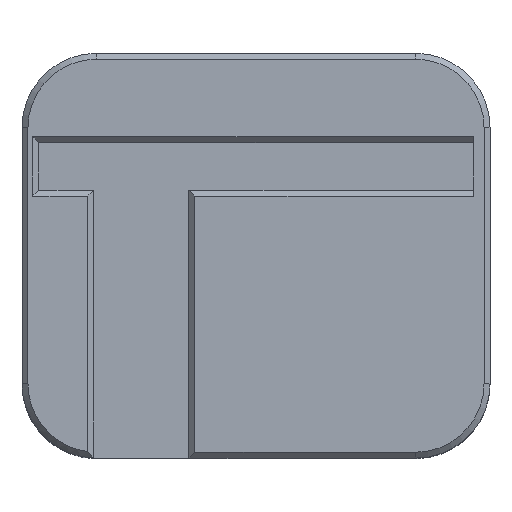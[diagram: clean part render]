
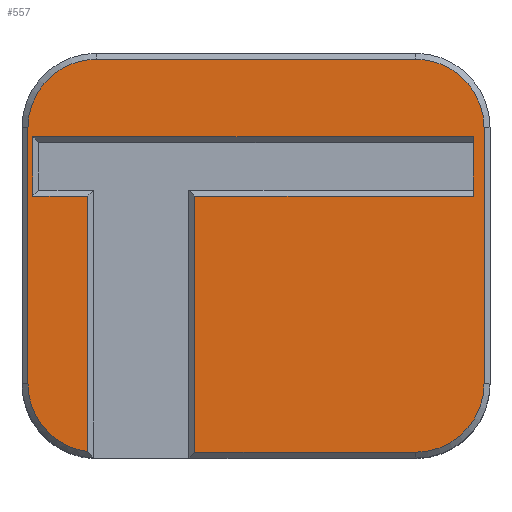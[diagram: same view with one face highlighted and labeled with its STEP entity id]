
A CAD part, top view. The second image highlights one B-rep face of the part: STEP entity #557.
In plain terms, the highlighted planar face has unit normal (0, 0, 1).
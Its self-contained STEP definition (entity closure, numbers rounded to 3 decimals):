
#19=CIRCLE('',#580,11.5);
#22=CIRCLE('',#585,11.5);
#24=CIRCLE('',#589,11.5);
#26=CIRCLE('',#593,11.5);
#65=FACE_OUTER_BOUND('',#97,.T.);
#97=EDGE_LOOP('',(#467,#468,#469,#470,#471,#472,#473,#474,#475,#476,#477,
#478,#479,#480,#481));
#103=LINE('',#783,#166);
#105=LINE('',#787,#168);
#108=LINE('',#793,#171);
#111=LINE('',#799,#174);
#114=LINE('',#814,#177);
#118=LINE('',#826,#181);
#122=LINE('',#838,#185);
#127=LINE('',#852,#190);
#130=LINE('',#858,#193);
#132=LINE('',#862,#195);
#162=LINE('',#930,#225);
#166=VECTOR('',#626,10.);
#168=VECTOR('',#630,10.);
#171=VECTOR('',#635,10.);
#174=VECTOR('',#640,10.);
#177=VECTOR('',#651,10.);
#181=VECTOR('',#663,10.);
#185=VECTOR('',#675,10.);
#190=VECTOR('',#688,10.);
#193=VECTOR('',#693,10.);
#195=VECTOR('',#697,10.);
#225=VECTOR('',#767,10.);
#229=VERTEX_POINT('',#780);
#230=VERTEX_POINT('',#782);
#231=VERTEX_POINT('',#786);
#233=VERTEX_POINT('',#792);
#235=VERTEX_POINT('',#798);
#237=VERTEX_POINT('',#807);
#239=VERTEX_POINT('',#813);
#241=VERTEX_POINT('',#819);
#243=VERTEX_POINT('',#825);
#245=VERTEX_POINT('',#831);
#247=VERTEX_POINT('',#837);
#249=VERTEX_POINT('',#843);
#252=VERTEX_POINT('',#851);
#254=VERTEX_POINT('',#857);
#255=VERTEX_POINT('',#861);
#276=EDGE_CURVE('',#229,#230,#103,.T.);
#278=EDGE_CURVE('',#230,#231,#105,.T.);
#281=EDGE_CURVE('',#231,#233,#108,.T.);
#284=EDGE_CURVE('',#233,#235,#111,.T.);
#287=EDGE_CURVE('',#235,#237,#19,.T.);
#290=EDGE_CURVE('',#237,#239,#114,.T.);
#295=EDGE_CURVE('',#239,#241,#22,.T.);
#296=EDGE_CURVE('',#241,#243,#118,.T.);
#301=EDGE_CURVE('',#243,#245,#24,.T.);
#302=EDGE_CURVE('',#245,#247,#122,.T.);
#307=EDGE_CURVE('',#247,#249,#26,.T.);
#309=EDGE_CURVE('',#249,#252,#127,.T.);
#312=EDGE_CURVE('',#252,#254,#130,.T.);
#314=EDGE_CURVE('',#254,#255,#132,.T.);
#349=EDGE_CURVE('',#229,#255,#162,.T.);
#467=ORIENTED_EDGE('',*,*,#349,.T.);
#468=ORIENTED_EDGE('',*,*,#314,.F.);
#469=ORIENTED_EDGE('',*,*,#312,.F.);
#470=ORIENTED_EDGE('',*,*,#309,.F.);
#471=ORIENTED_EDGE('',*,*,#307,.F.);
#472=ORIENTED_EDGE('',*,*,#302,.F.);
#473=ORIENTED_EDGE('',*,*,#301,.F.);
#474=ORIENTED_EDGE('',*,*,#296,.F.);
#475=ORIENTED_EDGE('',*,*,#295,.F.);
#476=ORIENTED_EDGE('',*,*,#290,.F.);
#477=ORIENTED_EDGE('',*,*,#287,.F.);
#478=ORIENTED_EDGE('',*,*,#284,.F.);
#479=ORIENTED_EDGE('',*,*,#281,.F.);
#480=ORIENTED_EDGE('',*,*,#278,.F.);
#481=ORIENTED_EDGE('',*,*,#276,.F.);
#525=PLANE('',#616);
#557=ADVANCED_FACE('',(#65),#525,.T.);
#580=AXIS2_PLACEMENT_3D('',#808,#644,#645);
#585=AXIS2_PLACEMENT_3D('',#823,#659,#660);
#589=AXIS2_PLACEMENT_3D('',#835,#671,#672);
#593=AXIS2_PLACEMENT_3D('',#847,#683,#684);
#616=AXIS2_PLACEMENT_3D('',#929,#765,#766);
#626=DIRECTION('',(-1.,0.,0.));
#630=DIRECTION('',(0.,-1.,0.));
#635=DIRECTION('',(1.,0.,0.));
#640=DIRECTION('',(0.,-1.,0.));
#644=DIRECTION('center_axis',(0.,0.,-1.));
#645=DIRECTION('ref_axis',(-0.707,-0.707,0.));
#651=DIRECTION('',(0.,1.,0.));
#659=DIRECTION('center_axis',(0.,0.,-1.));
#660=DIRECTION('ref_axis',(-0.707,0.707,0.));
#663=DIRECTION('',(1.,0.,0.));
#671=DIRECTION('center_axis',(0.,0.,-1.));
#672=DIRECTION('ref_axis',(0.707,0.707,0.));
#675=DIRECTION('',(0.,-1.,0.));
#683=DIRECTION('center_axis',(0.,0.,-1.));
#684=DIRECTION('ref_axis',(0.707,-0.707,0.));
#688=DIRECTION('',(-1.,0.,0.));
#693=DIRECTION('',(0.,1.,0.));
#697=DIRECTION('',(1.,0.,0.));
#765=DIRECTION('center_axis',(0.,0.,1.));
#766=DIRECTION('ref_axis',(1.,0.,0.));
#767=DIRECTION('',(0.,-1.,0.));
#780=CARTESIAN_POINT('',(75.8,54.,52.8));
#782=CARTESIAN_POINT('',(1.8,54.,52.8));
#783=CARTESIAN_POINT('',(21.05,54.,52.8));
#786=CARTESIAN_POINT('',(1.8,44.,52.8));
#787=CARTESIAN_POINT('',(1.8,39.5,52.8));
#792=CARTESIAN_POINT('',(11.028,44.,52.8));
#793=CARTESIAN_POINT('',(25.664,44.,52.8));
#798=CARTESIAN_POINT('',(11.028,1.095,52.8));
#799=CARTESIAN_POINT('',(11.028,17.,52.8));
#807=CARTESIAN_POINT('',(1.,12.5,52.8));
#808=CARTESIAN_POINT('Origin',(12.5,12.5,52.8));
#813=CARTESIAN_POINT('',(1.,55.5,52.8));
#814=CARTESIAN_POINT('',(1.,51.,52.8));
#819=CARTESIAN_POINT('',(12.5,67.,52.8));
#823=CARTESIAN_POINT('Origin',(12.5,55.5,52.8));
#825=CARTESIAN_POINT('',(66.1,67.,52.8));
#826=CARTESIAN_POINT('',(58.95,67.,52.8));
#831=CARTESIAN_POINT('',(77.6,55.5,52.8));
#835=CARTESIAN_POINT('Origin',(66.1,55.5,52.8));
#837=CARTESIAN_POINT('',(77.6,12.5,52.8));
#838=CARTESIAN_POINT('',(77.6,17.,52.8));
#843=CARTESIAN_POINT('',(66.1,1.,52.8));
#847=CARTESIAN_POINT('Origin',(66.1,12.5,52.8));
#851=CARTESIAN_POINT('',(29.028,1.,52.8));
#852=CARTESIAN_POINT('',(19.65,1.,52.8));
#857=CARTESIAN_POINT('',(29.028,44.,52.8));
#858=CARTESIAN_POINT('',(29.028,39.5,52.8));
#861=CARTESIAN_POINT('',(75.8,44.,52.8));
#862=CARTESIAN_POINT('',(57.55,44.,52.8));
#929=CARTESIAN_POINT('Origin',(39.3,34.,52.8));
#930=CARTESIAN_POINT('',(75.8,43.5,52.8));
